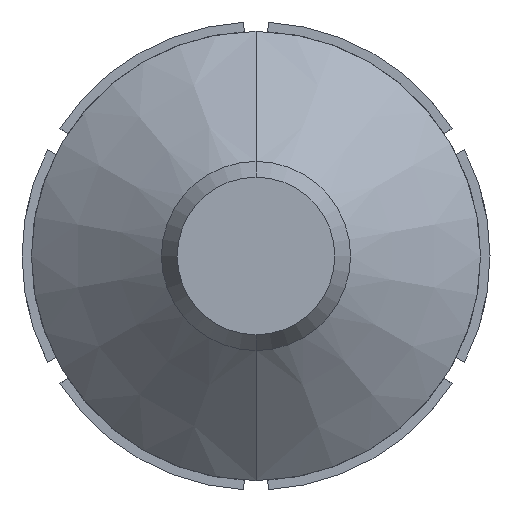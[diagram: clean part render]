
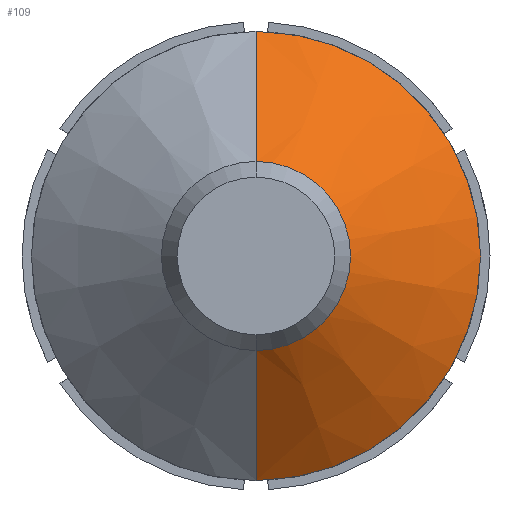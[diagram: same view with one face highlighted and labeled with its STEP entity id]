
A CAD part, front view. The second image highlights one B-rep face of the part: STEP entity #109.
In plain terms, the highlighted conical face has half-angle 50 degrees and reference radius 6 mm.
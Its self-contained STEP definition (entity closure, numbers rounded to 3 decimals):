
#6 = ORIENTED_EDGE ( 'NONE', *, *, #2562, .F. ) ;
#44 = FACE_OUTER_BOUND ( 'NONE', #841, .T. ) ;
#64 = CARTESIAN_POINT ( 'NONE',  ( 0., 0., -14.25 ) ) ;
#109 = ADVANCED_FACE ( 'NONE', ( #44 ), #313, .T. ) ;
#313 = CONICAL_SURFACE ( 'NONE', #1923, 6., 0.873 ) ;
#388 = VECTOR ( 'NONE', #452, 1000. ) ;
#452 = DIRECTION ( 'NONE',  ( 0., 0.643, -0.766 ) ) ;
#472 = DIRECTION ( 'NONE',  ( 0., 0., -1. ) ) ;
#586 = VERTEX_POINT ( 'NONE', #1395 ) ;
#644 = DIRECTION ( 'NONE',  ( 0., 0., -1. ) ) ;
#669 = LINE ( 'NONE', #1813, #388 ) ;
#738 = VERTEX_POINT ( 'NONE', #2602 ) ;
#773 = CARTESIAN_POINT ( 'NONE',  ( 0., -6.923, 6. ) ) ;
#841 = EDGE_LOOP ( 'NONE', ( #2550, #2257, #1808, #6 ) ) ;
#897 = VERTEX_POINT ( 'NONE', #2095 ) ;
#920 = DIRECTION ( 'NONE',  ( 0., 1., 0. ) ) ;
#1321 = CARTESIAN_POINT ( 'NONE',  ( 0., -6.923, 0. ) ) ;
#1329 = CARTESIAN_POINT ( 'NONE',  ( 0., 0., 0. ) ) ;
#1395 = CARTESIAN_POINT ( 'NONE',  ( 0., -6.923, 6. ) ) ;
#1468 = VECTOR ( 'NONE', #2258, 1000. ) ;
#1567 = CIRCLE ( 'NONE', #2027, 14.25 ) ;
#1571 = CARTESIAN_POINT ( 'NONE',  ( 0., -6.923, 0. ) ) ;
#1731 = VERTEX_POINT ( 'NONE', #64 ) ;
#1808 = ORIENTED_EDGE ( 'NONE', *, *, #2023, .T. ) ;
#1813 = CARTESIAN_POINT ( 'NONE',  ( 0., -6.923, -6. ) ) ;
#1815 = DIRECTION ( 'NONE',  ( 0., 0., 1. ) ) ;
#1923 = AXIS2_PLACEMENT_3D ( 'NONE', #1321, #920, #1815 ) ;
#2003 = DIRECTION ( 'NONE',  ( 0., -1., 0. ) ) ;
#2023 = EDGE_CURVE ( 'NONE', #1731, #897, #1567, .T. ) ;
#2027 = AXIS2_PLACEMENT_3D ( 'NONE', #1329, #2003, #644 ) ;
#2095 = CARTESIAN_POINT ( 'NONE',  ( 0., 0., 14.25 ) ) ;
#2207 = CIRCLE ( 'NONE', #2622, 6. ) ;
#2242 = DIRECTION ( 'NONE',  ( 0., -1., 0. ) ) ;
#2257 = ORIENTED_EDGE ( 'NONE', *, *, #2265, .T. ) ;
#2258 = DIRECTION ( 'NONE',  ( 0., 0.643, 0.766 ) ) ;
#2265 = EDGE_CURVE ( 'NONE', #738, #1731, #669, .T. ) ;
#2550 = ORIENTED_EDGE ( 'NONE', *, *, #2816, .F. ) ;
#2562 = EDGE_CURVE ( 'NONE', #586, #897, #2763, .T. ) ;
#2602 = CARTESIAN_POINT ( 'NONE',  ( 0., -6.923, -6. ) ) ;
#2622 = AXIS2_PLACEMENT_3D ( 'NONE', #1571, #2242, #472 ) ;
#2763 = LINE ( 'NONE', #773, #1468 ) ;
#2816 = EDGE_CURVE ( 'NONE', #738, #586, #2207, .T. ) ;
